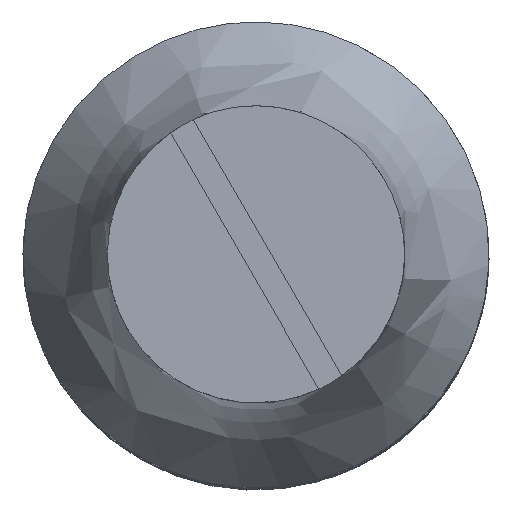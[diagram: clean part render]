
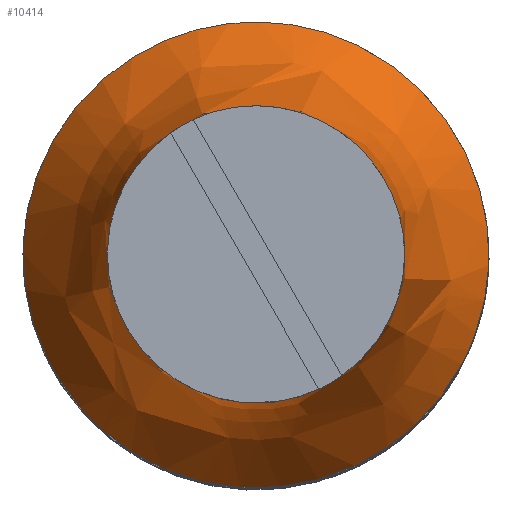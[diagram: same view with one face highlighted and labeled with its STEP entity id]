
A CAD part, top view. The second image highlights one B-rep face of the part: STEP entity #10414.
In plain terms, the highlighted free-form (B-spline) face has degree [2, 2] with [7, 3] control points.
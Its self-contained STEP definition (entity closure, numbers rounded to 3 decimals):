
#10344 = EDGE_CURVE('',#10345,#10345,#10347,.T.);
#10345 = VERTEX_POINT('',#10346);
#10346 = CARTESIAN_POINT('',(2.961,-1.383,
    1.972));
#10347 = ( BOUNDED_CURVE() B_SPLINE_CURVE(2,(#10348,#10349,#10350,#10351
    ,#10352,#10353,#10354),.UNSPECIFIED.,.T.,.F.) 
B_SPLINE_CURVE_WITH_KNOTS((1,2,2,2,2,1),(-2.094,0.,
    2.094,4.189,6.283,8.378),
.UNSPECIFIED.) CURVE() GEOMETRIC_REPRESENTATION_ITEM() 
RATIONAL_B_SPLINE_CURVE((1.,0.5,1.,0.5,1.,0.5,1.)) REPRESENTATION_ITEM(
  '') );
#10348 = CARTESIAN_POINT('',(2.961,-1.383,
    1.972));
#10349 = CARTESIAN_POINT('',(0.472,-6.05,
    1.972));
#10350 = CARTESIAN_POINT('',(-2.325,-1.562,
    1.972));
#10351 = CARTESIAN_POINT('',(-5.123,2.926,
    1.972));
#10352 = CARTESIAN_POINT('',(0.163,3.105,
    1.972));
#10353 = CARTESIAN_POINT('',(5.449,3.283,1.972
    ));
#10354 = CARTESIAN_POINT('',(2.961,-1.383,
    1.972));
#10381 = EDGE_CURVE('',#10382,#10382,#10384,.T.);
#10382 = VERTEX_POINT('',#10383);
#10383 = CARTESIAN_POINT('',(1.943,-0.841,
    5.318));
#10384 = ( BOUNDED_CURVE() B_SPLINE_CURVE(2,(#10385,#10386,#10387,#10388
    ,#10389,#10390,#10391),.UNSPECIFIED.,.T.,.F.) 
B_SPLINE_CURVE_WITH_KNOTS((1,2,2,2,2,1),(-2.094,0.,
    2.094,4.189,6.283,8.378),
.UNSPECIFIED.) CURVE() GEOMETRIC_REPRESENTATION_ITEM() 
RATIONAL_B_SPLINE_CURVE((1.,0.5,1.,0.5,1.,0.5,1.)) REPRESENTATION_ITEM(
  '') );
#10385 = CARTESIAN_POINT('',(1.943,-0.841,
    5.318));
#10386 = CARTESIAN_POINT('',(0.395,-3.745,
    5.318));
#10387 = CARTESIAN_POINT('',(-1.346,-0.952,
    5.318));
#10388 = CARTESIAN_POINT('',(-3.087,1.841,
    5.318));
#10389 = CARTESIAN_POINT('',(0.202,1.952,
    5.318));
#10390 = CARTESIAN_POINT('',(3.491,2.063,5.318)
  );
#10391 = CARTESIAN_POINT('',(1.943,-0.841,
    5.318));
#10414 = ADVANCED_FACE('',(#10415),#10430,.F.);
#10415 = FACE_BOUND('',#10416,.F.);
#10416 = EDGE_LOOP('',(#10417,#10418,#10428,#10429));
#10417 = ORIENTED_EDGE('',*,*,#10381,.F.);
#10418 = ORIENTED_EDGE('',*,*,#10419,.F.);
#10419 = EDGE_CURVE('',#10345,#10382,#10420,.T.);
#10420 = ( BOUNDED_CURVE() B_SPLINE_CURVE(6,(#10421,#10422,#10423,#10424
    ,#10425,#10426,#10427),.UNSPECIFIED.,.F.,.F.) 
B_SPLINE_CURVE_WITH_KNOTS((7,7),(2.478,3.142),
.PIECEWISE_BEZIER_KNOTS.) CURVE() GEOMETRIC_REPRESENTATION_ITEM() 
RATIONAL_B_SPLINE_CURVE((1.006,1.002,1.,
    0.999,1.,1.002,1.006)) 
REPRESENTATION_ITEM('') );
#10421 = CARTESIAN_POINT('',(2.961,-1.383,
    1.972));
#10422 = CARTESIAN_POINT('',(2.633,-1.209,
    2.447));
#10423 = CARTESIAN_POINT('',(2.362,-1.064,
    2.969));
#10424 = CARTESIAN_POINT('',(2.154,-0.953,3.528
    ));
#10425 = CARTESIAN_POINT('',(2.014,-0.879,4.114
    ));
#10426 = CARTESIAN_POINT('',(1.943,-0.841,
    4.715));
#10427 = CARTESIAN_POINT('',(1.943,-0.841,
    5.318));
#10428 = ORIENTED_EDGE('',*,*,#10344,.T.);
#10429 = ORIENTED_EDGE('',*,*,#10419,.T.);
#10430 = ( BOUNDED_SURFACE() B_SPLINE_SURFACE(2,2,(
    (#10431,#10432,#10433)
    ,(#10434,#10435,#10436)
    ,(#10437,#10438,#10439)
    ,(#10440,#10441,#10442)
    ,(#10443,#10444,#10445)
    ,(#10446,#10447,#10448)
    ,(#10449,#10450,#10451
)),.UNSPECIFIED.,.T.,.F.,.F.) B_SPLINE_SURFACE_WITH_KNOTS((1,2,2,2,2,1),
  (3,3),(-2.094,0.,2.094,4.189,6.283,
    8.378),(8.761,9.425),.UNSPECIFIED.) 
GEOMETRIC_REPRESENTATION_ITEM() RATIONAL_B_SPLINE_SURFACE((
    (1.,0.945,1.)
    ,(0.5,0.473,0.5)
    ,(1.,0.945,1.)
    ,(0.5,0.473,0.5)
    ,(1.,0.945,1.)
    ,(0.5,0.473,0.5)
,(1.,0.945,1.))) REPRESENTATION_ITEM('') SURFACE() );
#10431 = CARTESIAN_POINT('',(2.961,-1.383,
    1.972));
#10432 = CARTESIAN_POINT('',(1.943,-0.841,
    3.446));
#10433 = CARTESIAN_POINT('',(1.943,-0.841,
    5.318));
#10434 = CARTESIAN_POINT('',(0.472,-6.05,
    1.972));
#10435 = CARTESIAN_POINT('',(0.395,-3.745,
    3.446));
#10436 = CARTESIAN_POINT('',(0.395,-3.745,
    5.318));
#10437 = CARTESIAN_POINT('',(-2.325,-1.562,
    1.972));
#10438 = CARTESIAN_POINT('',(-1.346,-0.952,
    3.446));
#10439 = CARTESIAN_POINT('',(-1.346,-0.952,
    5.318));
#10440 = CARTESIAN_POINT('',(-5.123,2.926,
    1.972));
#10441 = CARTESIAN_POINT('',(-3.087,1.841,
    3.446));
#10442 = CARTESIAN_POINT('',(-3.087,1.841,
    5.318));
#10443 = CARTESIAN_POINT('',(0.163,3.105,
    1.972));
#10444 = CARTESIAN_POINT('',(0.202,1.952,
    3.446));
#10445 = CARTESIAN_POINT('',(0.202,1.952,
    5.318));
#10446 = CARTESIAN_POINT('',(5.449,3.283,1.972
    ));
#10447 = CARTESIAN_POINT('',(3.491,2.063,3.446)
  );
#10448 = CARTESIAN_POINT('',(3.491,2.063,5.318)
  );
#10449 = CARTESIAN_POINT('',(2.961,-1.383,
    1.972));
#10450 = CARTESIAN_POINT('',(1.943,-0.841,
    3.446));
#10451 = CARTESIAN_POINT('',(1.943,-0.841,
    5.318));
